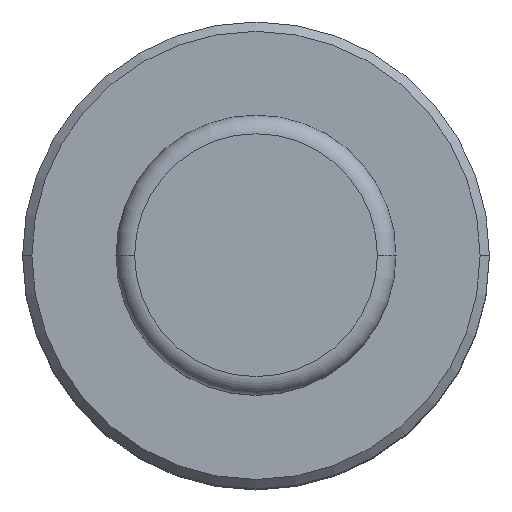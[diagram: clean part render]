
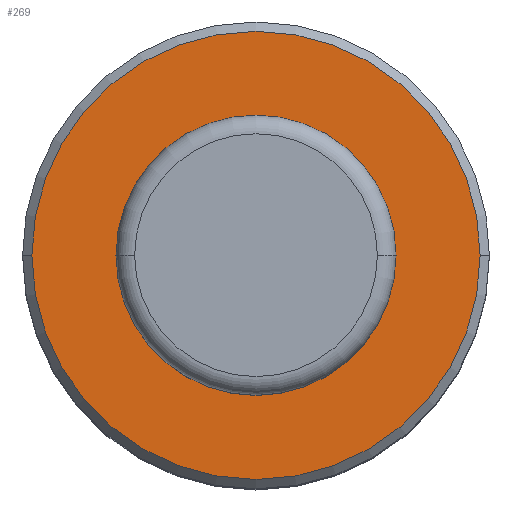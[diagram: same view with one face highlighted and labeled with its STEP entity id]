
A CAD part, top view. The second image highlights one B-rep face of the part: STEP entity #269.
In plain terms, the highlighted planar face has unit normal (0, 0, 1).
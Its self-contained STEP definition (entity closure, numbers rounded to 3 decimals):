
#4 = AXIS2_PLACEMENT_3D ( 'NONE', #506, #72, #841 ) ;
#6 = CIRCLE ( 'NONE', #249, 12. ) ;
#21 = ORIENTED_EDGE ( 'NONE', *, *, #353, .T. ) ;
#42 = AXIS2_PLACEMENT_3D ( 'NONE', #582, #668, #909 ) ;
#59 = DIRECTION ( 'NONE',  ( 1., 0., 0. ) ) ;
#72 = DIRECTION ( 'NONE',  ( 0., 0., -1. ) ) ;
#150 = PLANE ( 'NONE',  #42 ) ;
#182 = EDGE_CURVE ( 'NONE', #518, #491, #350, .T. ) ;
#220 = DIRECTION ( 'NONE',  ( -1., 0., 0. ) ) ;
#249 = AXIS2_PLACEMENT_3D ( 'NONE', #426, #430, #873 ) ;
#269 = ADVANCED_FACE ( 'NONE', ( #928, #815 ), #150, .T. ) ;
#331 = EDGE_LOOP ( 'NONE', ( #596, #849 ) ) ;
#350 = CIRCLE ( 'NONE', #832, 7.5 ) ;
#353 = EDGE_CURVE ( 'NONE', #491, #518, #488, .T. ) ;
#396 = CARTESIAN_POINT ( 'NONE',  ( 0., 0., 36. ) ) ;
#426 = CARTESIAN_POINT ( 'NONE',  ( 0., 0., 36. ) ) ;
#430 = DIRECTION ( 'NONE',  ( 0., 0., 1. ) ) ;
#488 = CIRCLE ( 'NONE', #4, 7.5 ) ;
#491 = VERTEX_POINT ( 'NONE', #1011 ) ;
#506 = CARTESIAN_POINT ( 'NONE',  ( 0., 0., 36. ) ) ;
#511 = ORIENTED_EDGE ( 'NONE', *, *, #182, .T. ) ;
#518 = VERTEX_POINT ( 'NONE', #774 ) ;
#571 = CARTESIAN_POINT ( 'NONE',  ( -12., 0., 36. ) ) ;
#582 = CARTESIAN_POINT ( 'NONE',  ( -7.5, 0., 36. ) ) ;
#596 = ORIENTED_EDGE ( 'NONE', *, *, #983, .T. ) ;
#660 = DIRECTION ( 'NONE',  ( 0., 0., -1. ) ) ;
#668 = DIRECTION ( 'NONE',  ( 0., 0., 1. ) ) ;
#742 = EDGE_LOOP ( 'NONE', ( #511, #21 ) ) ;
#747 = DIRECTION ( 'NONE',  ( 0., 0., 1. ) ) ;
#774 = CARTESIAN_POINT ( 'NONE',  ( -7.5, 0., 36. ) ) ;
#792 = VERTEX_POINT ( 'NONE', #571 ) ;
#815 = FACE_BOUND ( 'NONE', #742, .T. ) ;
#832 = AXIS2_PLACEMENT_3D ( 'NONE', #986, #660, #220 ) ;
#841 = DIRECTION ( 'NONE',  ( -1., 0., 0. ) ) ;
#849 = ORIENTED_EDGE ( 'NONE', *, *, #929, .T. ) ;
#864 = CIRCLE ( 'NONE', #985, 12. ) ;
#868 = CARTESIAN_POINT ( 'NONE',  ( 12., 0., 36. ) ) ;
#873 = DIRECTION ( 'NONE',  ( 1., 0., 0. ) ) ;
#909 = DIRECTION ( 'NONE',  ( 1., 0., 0. ) ) ;
#928 = FACE_OUTER_BOUND ( 'NONE', #331, .T. ) ;
#929 = EDGE_CURVE ( 'NONE', #1037, #792, #864, .T. ) ;
#983 = EDGE_CURVE ( 'NONE', #792, #1037, #6, .T. ) ;
#985 = AXIS2_PLACEMENT_3D ( 'NONE', #396, #747, #59 ) ;
#986 = CARTESIAN_POINT ( 'NONE',  ( 0., 0., 36. ) ) ;
#1011 = CARTESIAN_POINT ( 'NONE',  ( 7.5, 0., 36. ) ) ;
#1037 = VERTEX_POINT ( 'NONE', #868 ) ;
